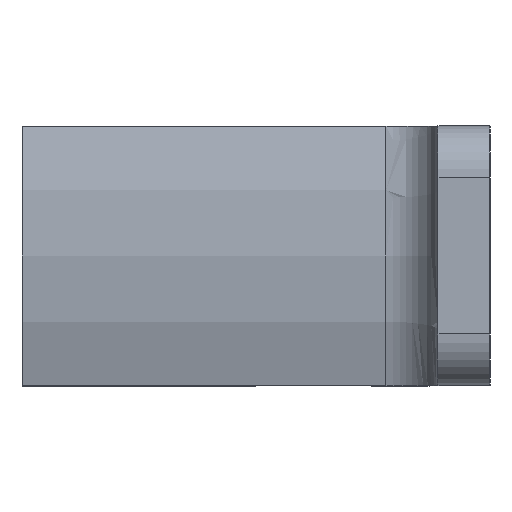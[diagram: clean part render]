
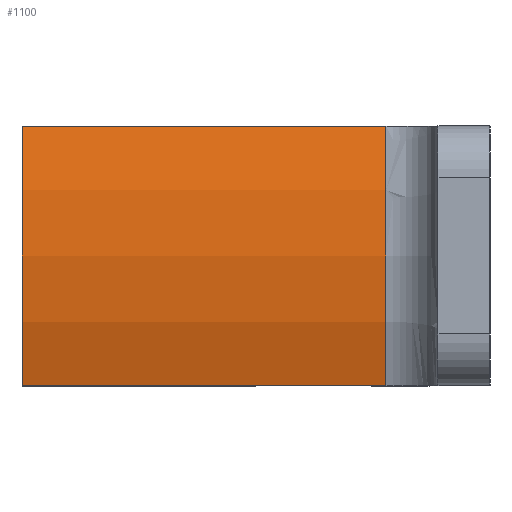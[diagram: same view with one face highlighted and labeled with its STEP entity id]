
A CAD part, left-side view. The second image highlights one B-rep face of the part: STEP entity #1100.
In plain terms, the highlighted cylindrical face has radius 40 mm (diameter 80 mm), a partial arc.
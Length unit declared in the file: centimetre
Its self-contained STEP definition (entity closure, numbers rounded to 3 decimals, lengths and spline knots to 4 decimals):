
#33 = CARTESIAN_POINT ( 'NONE',  ( -3.7997, 4.5, -1.25 ) ) ;
#51 = EDGE_CURVE ( 'NONE', #586, #373, #691, .T. ) ;
#86 = ORIENTED_EDGE ( 'NONE', *, *, #51, .T. ) ;
#131 = DIRECTION ( 'NONE',  ( 0., -1., 0. ) ) ;
#135 = VECTOR ( 'NONE', #131, 100. ) ;
#164 = VERTEX_POINT ( 'NONE', #1175 ) ;
#193 = DIRECTION ( 'NONE',  ( 0., -1., 0. ) ) ;
#196 = CARTESIAN_POINT ( 'NONE',  ( 0., 1., 0. ) ) ;
#202 = AXIS2_PLACEMENT_3D ( 'NONE', #654, #370, #841 ) ;
#240 = CIRCLE ( 'NONE', #1132, 4. ) ;
#264 = CARTESIAN_POINT ( 'NONE',  ( -3.7997, 4.5, 1.25 ) ) ;
#324 = AXIS2_PLACEMENT_3D ( 'NONE', #853, #1013, #934 ) ;
#346 = EDGE_LOOP ( 'NONE', ( #86, #840, #575, #1042 ) ) ;
#369 = VERTEX_POINT ( 'NONE', #264 ) ;
#370 = DIRECTION ( 'NONE',  ( 0., 1., 0. ) ) ;
#373 = VERTEX_POINT ( 'NONE', #723 ) ;
#426 = EDGE_CURVE ( 'NONE', #369, #164, #1038, .T. ) ;
#538 = EDGE_CURVE ( 'NONE', #586, #369, #1075, .T. ) ;
#551 = DIRECTION ( 'NONE',  ( 0., 0., 1. ) ) ;
#570 = FACE_OUTER_BOUND ( 'NONE', #346, .T. ) ;
#575 = ORIENTED_EDGE ( 'NONE', *, *, #426, .F. ) ;
#577 = DIRECTION ( 'NONE',  ( 0., 1., 0. ) ) ;
#586 = VERTEX_POINT ( 'NONE', #981 ) ;
#654 = CARTESIAN_POINT ( 'NONE',  ( 0., 4.5, 0. ) ) ;
#663 = CARTESIAN_POINT ( 'NONE',  ( -3.7997, 4.5, 1.25 ) ) ;
#691 = LINE ( 'NONE', #33, #135 ) ;
#723 = CARTESIAN_POINT ( 'NONE',  ( -3.7997, 1., -1.25 ) ) ;
#824 = CYLINDRICAL_SURFACE ( 'NONE', #324, 4. ) ;
#840 = ORIENTED_EDGE ( 'NONE', *, *, #1162, .T. ) ;
#841 = DIRECTION ( 'NONE',  ( 0., 0., 1. ) ) ;
#853 = CARTESIAN_POINT ( 'NONE',  ( 0., 4.5, 0. ) ) ;
#934 = DIRECTION ( 'NONE',  ( 0., 0., -1. ) ) ;
#970 = VECTOR ( 'NONE', #193, 100. ) ;
#981 = CARTESIAN_POINT ( 'NONE',  ( -3.7997, 4.5, -1.25 ) ) ;
#1013 = DIRECTION ( 'NONE',  ( 0., -1., 0. ) ) ;
#1038 = LINE ( 'NONE', #663, #970 ) ;
#1042 = ORIENTED_EDGE ( 'NONE', *, *, #538, .F. ) ;
#1075 = CIRCLE ( 'NONE', #202, 4. ) ;
#1100 = ADVANCED_FACE ( 'NONE', ( #570 ), #824, .T. ) ;
#1132 = AXIS2_PLACEMENT_3D ( 'NONE', #196, #577, #551 ) ;
#1162 = EDGE_CURVE ( 'NONE', #373, #164, #240, .T. ) ;
#1175 = CARTESIAN_POINT ( 'NONE',  ( -3.7997, 1., 1.25 ) ) ;
